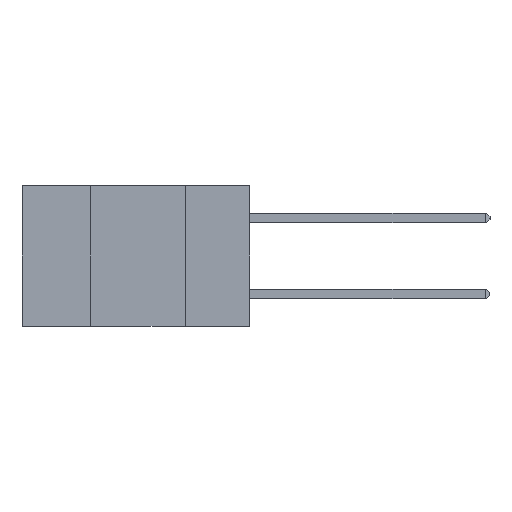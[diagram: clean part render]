
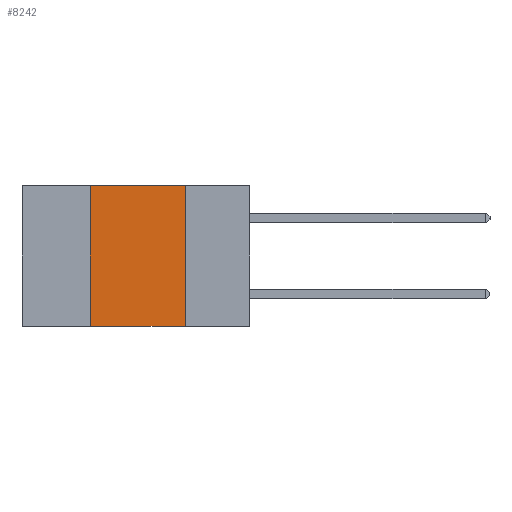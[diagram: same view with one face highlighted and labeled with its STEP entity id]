
A CAD part, left-side view. The second image highlights one B-rep face of the part: STEP entity #8242.
In plain terms, the highlighted planar face has unit normal (-1, 0, 0).
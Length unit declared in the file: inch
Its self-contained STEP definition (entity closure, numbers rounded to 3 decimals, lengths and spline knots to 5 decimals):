
#287 = CARTESIAN_POINT ( 'NONE',  ( 0., 0.6, -0.37 ) ) ;
#378 = PLANE ( 'NONE',  #3334 ) ;
#528 = DIRECTION ( 'NONE',  ( 1., 0., 0. ) ) ;
#574 = LINE ( 'NONE', #6049, #2119 ) ;
#856 = VECTOR ( 'NONE', #3412, 39.37008 ) ;
#1099 = VERTEX_POINT ( 'NONE', #6347 ) ;
#1189 = CARTESIAN_POINT ( 'NONE',  ( 0., 0.42, 0. ) ) ;
#1796 = EDGE_CURVE ( 'NONE', #7789, #6067, #574, .T. ) ;
#2057 = DIRECTION ( 'NONE',  ( 0., 0., -1. ) ) ;
#2100 = DIRECTION ( 'NONE',  ( 0., 0., 1. ) ) ;
#2119 = VECTOR ( 'NONE', #2057, 39.37008 ) ;
#2325 = VECTOR ( 'NONE', #6025, 39.37008 ) ;
#3334 = AXIS2_PLACEMENT_3D ( 'NONE', #9926, #528, #8377 ) ;
#3412 = DIRECTION ( 'NONE',  ( 0., -1., 0. ) ) ;
#3702 = LINE ( 'NONE', #8510, #10059 ) ;
#3952 = EDGE_CURVE ( 'NONE', #1099, #9410, #3702, .T. ) ;
#5216 = EDGE_LOOP ( 'NONE', ( #8702, #5389, #6231, #5878 ) ) ;
#5267 = LINE ( 'NONE', #8444, #2325 ) ;
#5389 = ORIENTED_EDGE ( 'NONE', *, *, #6026, .F. ) ;
#5878 = ORIENTED_EDGE ( 'NONE', *, *, #5881, .T. ) ;
#5881 = EDGE_CURVE ( 'NONE', #1099, #6067, #7306, .T. ) ;
#6025 = DIRECTION ( 'NONE',  ( 0., -1., 0. ) ) ;
#6026 = EDGE_CURVE ( 'NONE', #9410, #7789, #5267, .T. ) ;
#6049 = CARTESIAN_POINT ( 'NONE',  ( 0., 0.17, 0. ) ) ;
#6067 = VERTEX_POINT ( 'NONE', #6847 ) ;
#6231 = ORIENTED_EDGE ( 'NONE', *, *, #3952, .F. ) ;
#6347 = CARTESIAN_POINT ( 'NONE',  ( 0., 0.42, -0.37 ) ) ;
#6847 = CARTESIAN_POINT ( 'NONE',  ( 0., 0.17, -0.37 ) ) ;
#7306 = LINE ( 'NONE', #287, #856 ) ;
#7789 = VERTEX_POINT ( 'NONE', #8393 ) ;
#8208 = FACE_OUTER_BOUND ( 'NONE', #5216, .T. ) ;
#8242 = ADVANCED_FACE ( 'NONE', ( #8208 ), #378, .F. ) ;
#8377 = DIRECTION ( 'NONE',  ( 0., 0., -1. ) ) ;
#8393 = CARTESIAN_POINT ( 'NONE',  ( 0., 0.17, 0. ) ) ;
#8444 = CARTESIAN_POINT ( 'NONE',  ( 0., 0.6, 0. ) ) ;
#8510 = CARTESIAN_POINT ( 'NONE',  ( 0., 0.42, 0. ) ) ;
#8702 = ORIENTED_EDGE ( 'NONE', *, *, #1796, .F. ) ;
#9410 = VERTEX_POINT ( 'NONE', #1189 ) ;
#9926 = CARTESIAN_POINT ( 'NONE',  ( 0., 0.6, 0. ) ) ;
#10059 = VECTOR ( 'NONE', #2100, 39.37008 ) ;
